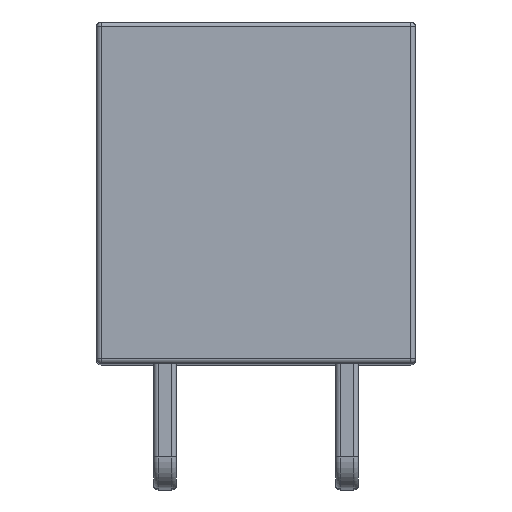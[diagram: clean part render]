
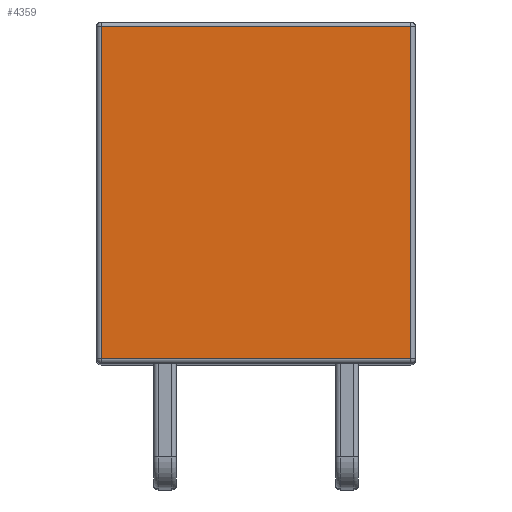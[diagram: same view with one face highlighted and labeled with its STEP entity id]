
A CAD part, top view. The second image highlights one B-rep face of the part: STEP entity #4359.
In plain terms, the highlighted planar face has unit normal (0, 0, 1).
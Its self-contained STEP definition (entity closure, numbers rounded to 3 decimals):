
#133=PLANE('',#4714);
#181=LINE('',#6773,#537);
#184=LINE('',#6780,#540);
#187=LINE('',#6792,#543);
#197=LINE('',#6825,#553);
#537=VECTOR('',#5232,10.);
#540=VECTOR('',#5239,10.);
#543=VECTOR('',#5254,10.);
#553=VECTOR('',#5296,10.);
#1100=FACE_OUTER_BOUND('',#1396,.T.);
#1396=EDGE_LOOP('',(#3282,#3283,#3284,#3285));
#1904=VERTEX_POINT('',#6756);
#1908=VERTEX_POINT('',#6764);
#1910=VERTEX_POINT('',#6776);
#1914=VERTEX_POINT('',#6790);
#2288=EDGE_CURVE('',#1904,#1908,#181,.T.);
#2292=EDGE_CURVE('',#1908,#1910,#184,.T.);
#2298=EDGE_CURVE('',#1914,#1904,#187,.T.);
#2316=EDGE_CURVE('',#1910,#1914,#197,.T.);
#3282=ORIENTED_EDGE('',*,*,#2298,.F.);
#3283=ORIENTED_EDGE('',*,*,#2316,.F.);
#3284=ORIENTED_EDGE('',*,*,#2292,.F.);
#3285=ORIENTED_EDGE('',*,*,#2288,.F.);
#4359=ADVANCED_FACE('',(#1100),#133,.T.);
#4714=AXIS2_PLACEMENT_3D('',#7122,#5552,#5553);
#5232=DIRECTION('',(-1.,0.,0.));
#5239=DIRECTION('',(0.,1.,0.));
#5254=DIRECTION('',(0.,-1.,0.));
#5296=DIRECTION('',(1.,0.,0.));
#5552=DIRECTION('center_axis',(0.,0.,1.));
#5553=DIRECTION('ref_axis',(1.,0.,0.));
#6756=CARTESIAN_POINT('',(3.4,0.1,10.));
#6764=CARTESIAN_POINT('',(-3.4,0.1,10.));
#6773=CARTESIAN_POINT('',(-1.75,0.1,10.));
#6776=CARTESIAN_POINT('',(-3.4,7.4,10.));
#6780=CARTESIAN_POINT('',(-3.4,0.,10.));
#6790=CARTESIAN_POINT('',(3.4,7.4,10.));
#6792=CARTESIAN_POINT('',(3.4,0.,10.));
#6825=CARTESIAN_POINT('',(-1.75,7.4,10.));
#7122=CARTESIAN_POINT('Origin',(-3.5,0.,10.));
